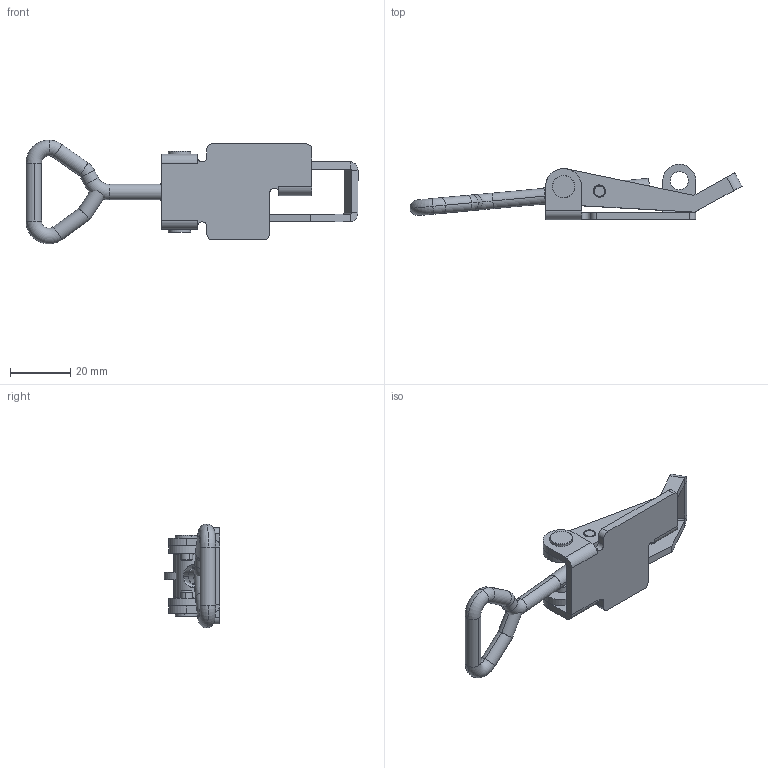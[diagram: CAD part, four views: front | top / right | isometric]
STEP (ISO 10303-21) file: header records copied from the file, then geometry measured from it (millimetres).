
FILE_DESCRIPTION (( 'STEP AP214' ), '1' );
FILE_NAME ('54110 - 702 LA Stainless.STEP', '2017-01-30T09:59:36', ( '' ), ( '' ), 'SwSTEP 2.0', 'SolidWorks 2015', '' );
FILE_SCHEMA (( 'AUTOMOTIVE_DESIGN' ));
Length unit declared in the file: millimetre
Products named in the file (6): 702 - Skruvögla; 702 - Rulle; 702 - Ansatsnit; 702 - Bygel; 702 - Platta LA; 54110 - 702 LA Stainless
Assembly tree (6 placements, depth 2):
  54110 - 702 LA Stainless
    702 - Platta LA
    702 - Bygel
    702 - Ansatsnit  x2
    702 - Rulle
    702 - Skruvögla
Bounding box: 110.49 x 18.5 x 34.51 mm (x, y, z)
Volume: 11087.2 mm3; surface area: 10579.3 mm2
Topology: 6 solids, 6 shells, 163 faces, 360 edges, 216 vertices
Faces by surface type: cylinder 72, plane 65, torus 14, cone 12
Entity records: 4556 total; most frequent: CARTESIAN_POINT 840, DIRECTION 798, ORIENTED_EDGE 668, EDGE_CURVE 334, AXIS2_PLACEMENT_3D 312, VERTEX_POINT 200, VECTOR 174, LINE 174
